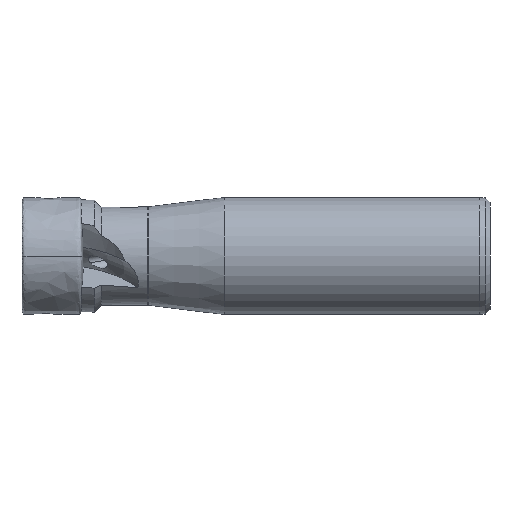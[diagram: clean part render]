
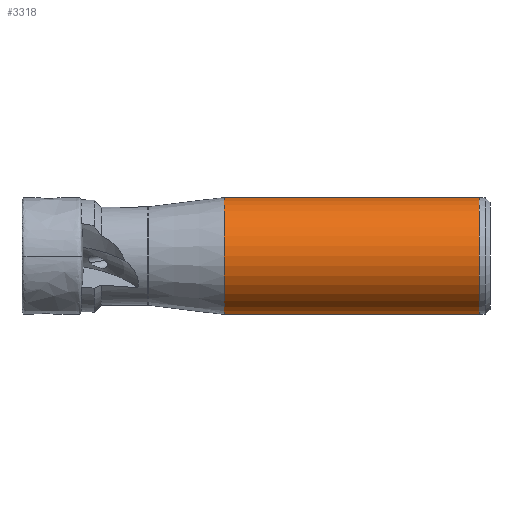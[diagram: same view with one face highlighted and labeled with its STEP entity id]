
A CAD part, front view. The second image highlights one B-rep face of the part: STEP entity #3318.
In plain terms, the highlighted cylindrical face has radius 12.5 mm (diameter 25 mm), a partial arc.
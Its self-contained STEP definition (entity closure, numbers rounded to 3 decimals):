
#3 = CIRCLE ( 'NONE', #1620, 12.5 ) ;
#111 = CARTESIAN_POINT ( 'NONE',  ( 42.286, 0., 12.5 ) ) ;
#215 = CARTESIAN_POINT ( 'NONE',  ( 96.85, 0., -12.5 ) ) ;
#328 = CARTESIAN_POINT ( 'NONE',  ( 42.286, 0., -12.5 ) ) ;
#406 = AXIS2_PLACEMENT_3D ( 'NONE', #3454, #3462, #3461 ) ;
#509 = EDGE_CURVE ( 'NONE', #1009, #1012, #2570, .T. ) ;
#852 = CYLINDRICAL_SURFACE ( 'NONE', #406, 12.5 ) ;
#888 = FACE_OUTER_BOUND ( 'NONE', #2510, .T. ) ;
#1004 = VERTEX_POINT ( 'NONE', #111 ) ;
#1009 = VERTEX_POINT ( 'NONE', #215 ) ;
#1012 = VERTEX_POINT ( 'NONE', #328 ) ;
#1517 = DIRECTION ( 'NONE',  ( 0., 0., -1. ) ) ;
#1519 = DIRECTION ( 'NONE',  ( 1., 0., 0. ) ) ;
#1521 = CARTESIAN_POINT ( 'NONE',  ( 42.286, 0., 0. ) ) ;
#1525 = AXIS2_PLACEMENT_3D ( 'NONE', #1521, #1519, #1517 ) ;
#1620 = AXIS2_PLACEMENT_3D ( 'NONE', #2214, #2213, #2212 ) ;
#1647 = EDGE_CURVE ( 'NONE', #1009, #2531, #3, .T. ) ;
#1795 = EDGE_CURVE ( 'NONE', #1004, #1012, #1973, .T. ) ;
#1843 = EDGE_CURVE ( 'NONE', #2531, #1004, #2015, .T. ) ;
#1973 = CIRCLE ( 'NONE', #1525, 12.5 ) ;
#2015 = LINE ( 'NONE', #3844, #2017 ) ;
#2017 = VECTOR ( 'NONE', #3840, 1000. ) ;
#2212 = DIRECTION ( 'NONE',  ( 0., 0., 1. ) ) ;
#2213 = DIRECTION ( 'NONE',  ( -1., 0., 0. ) ) ;
#2214 = CARTESIAN_POINT ( 'NONE',  ( 96.85, 0., 0. ) ) ;
#2510 = EDGE_LOOP ( 'NONE', ( #2737, #2738, #2733, #2734 ) ) ;
#2531 = VERTEX_POINT ( 'NONE', #3627 ) ;
#2570 = LINE ( 'NONE', #3927, #2571 ) ;
#2571 = VECTOR ( 'NONE', #3925, 1000. ) ;
#2733 = ORIENTED_EDGE ( 'NONE', *, *, #1843, .T. ) ;
#2734 = ORIENTED_EDGE ( 'NONE', *, *, #1795, .T. ) ;
#2737 = ORIENTED_EDGE ( 'NONE', *, *, #509, .F. ) ;
#2738 = ORIENTED_EDGE ( 'NONE', *, *, #1647, .T. ) ;
#3318 = ADVANCED_FACE ( 'NONE', ( #888 ), #852, .T. ) ;
#3454 = CARTESIAN_POINT ( 'NONE',  ( 0., 0., 0. ) ) ;
#3461 = DIRECTION ( 'NONE',  ( 0., 0., 1. ) ) ;
#3462 = DIRECTION ( 'NONE',  ( -1., 0., 0. ) ) ;
#3627 = CARTESIAN_POINT ( 'NONE',  ( 96.85, 0., 12.5 ) ) ;
#3840 = DIRECTION ( 'NONE',  ( -1., 0., 0. ) ) ;
#3844 = CARTESIAN_POINT ( 'NONE',  ( 0., 0., 12.5 ) ) ;
#3925 = DIRECTION ( 'NONE',  ( -1., 0., 0. ) ) ;
#3927 = CARTESIAN_POINT ( 'NONE',  ( 0., 0., -12.5 ) ) ;
